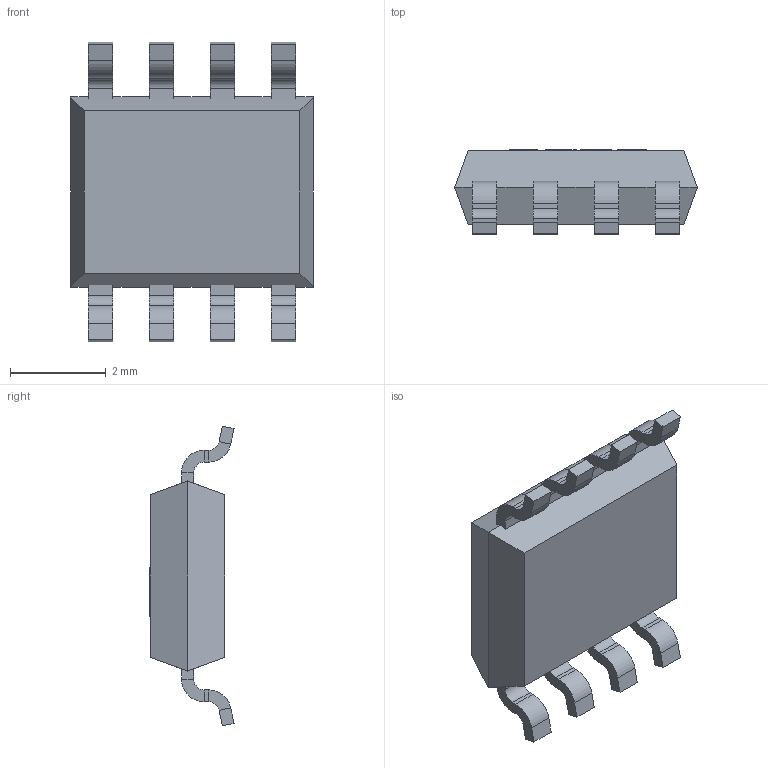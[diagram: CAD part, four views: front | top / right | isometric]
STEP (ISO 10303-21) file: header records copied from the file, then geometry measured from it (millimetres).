
FILE_DESCRIPTION (( 'STEP AP214' ), '1' );
FILE_NAME ('User Library-SOP8.STEP', '2021-10-21T01:31:24', ( '' ), ( '' ), 'SwSTEP 2.0', 'SolidWorks 2021', '' );
FILE_SCHEMA (( 'AUTOMOTIVE_DESIGN' ));
Length unit declared in the file: millimetre
Products named in the file (1): User Library-SOP8
Bounding box: 5.06 x 1.76 x 6.25 mm (x, y, z)
Volume: 29 mm3; surface area: 79 mm2
Topology: 1 solids, 1 shells, 255 faces, 598 edges, 354 vertices
Faces by surface type: plane 173, bspline 46, cylinder 32, torus 4
Entity records: 9841 total; most frequent: CARTESIAN_POINT 4094, ORIENTED_EDGE 1196, DIRECTION 1000, EDGE_CURVE 598, VECTOR 432, LINE 432, VERTEX_POINT 354, AXIS2_PLACEMENT_3D 284
